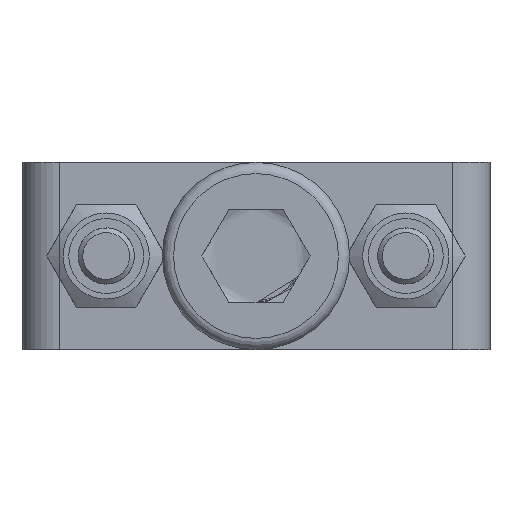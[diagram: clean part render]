
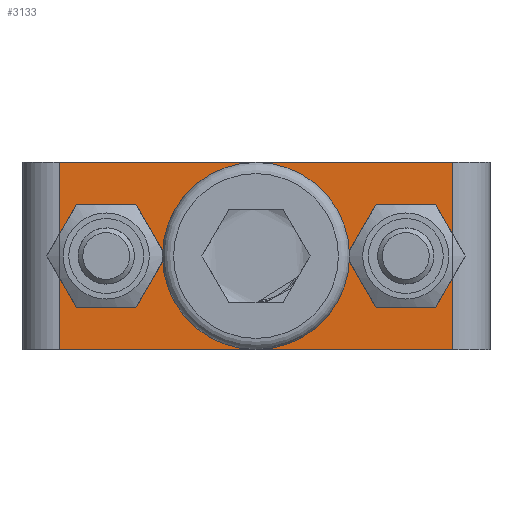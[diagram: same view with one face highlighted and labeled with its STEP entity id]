
A CAD part, front view. The second image highlights one B-rep face of the part: STEP entity #3133.
In plain terms, the highlighted planar face has unit normal (0, -1, 0).
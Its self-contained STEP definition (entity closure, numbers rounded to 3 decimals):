
#221=FACE_BOUND('',#485,.T.);
#222=FACE_BOUND('',#486,.T.);
#223=FACE_BOUND('',#487,.T.);
#286=FACE_OUTER_BOUND('',#484,.T.);
#484=EDGE_LOOP('',(#2251,#2252,#2253,#2254));
#485=EDGE_LOOP('',(#2255));
#486=EDGE_LOOP('',(#2256));
#487=EDGE_LOOP('',(#2257));
#685=LINE('',#4867,#870);
#690=LINE('',#4879,#875);
#699=LINE('',#4916,#884);
#702=LINE('',#4932,#887);
#870=VECTOR('',#3890,10.);
#875=VECTOR('',#3901,10.);
#884=VECTOR('',#3940,10.);
#887=VECTOR('',#3959,10.);
#1078=CIRCLE('',#3406,4.5);
#1082=CIRCLE('',#3412,2.);
#1083=CIRCLE('',#3413,2.);
#1287=VERTEX_POINT('',#4864);
#1288=VERTEX_POINT('',#4866);
#1292=VERTEX_POINT('',#4878);
#1305=VERTEX_POINT('',#4914);
#1308=VERTEX_POINT('',#4921);
#1311=VERTEX_POINT('',#4933);
#1312=VERTEX_POINT('',#4935);
#1642=EDGE_CURVE('',#1287,#1288,#685,.T.);
#1648=EDGE_CURVE('',#1292,#1288,#690,.T.);
#1667=EDGE_CURVE('',#1292,#1305,#699,.T.);
#1670=EDGE_CURVE('',#1308,#1308,#1078,.T.);
#1675=EDGE_CURVE('',#1305,#1287,#702,.T.);
#1676=EDGE_CURVE('',#1311,#1311,#1082,.T.);
#1677=EDGE_CURVE('',#1312,#1312,#1083,.T.);
#2251=ORIENTED_EDGE('',*,*,#1642,.F.);
#2252=ORIENTED_EDGE('',*,*,#1675,.F.);
#2253=ORIENTED_EDGE('',*,*,#1667,.F.);
#2254=ORIENTED_EDGE('',*,*,#1648,.T.);
#2255=ORIENTED_EDGE('',*,*,#1676,.T.);
#2256=ORIENTED_EDGE('',*,*,#1677,.T.);
#2257=ORIENTED_EDGE('',*,*,#1670,.F.);
#3010=PLANE('',#3411);
#3133=ADVANCED_FACE('',(#286,#221,#222,#223),#3010,.T.);
#3406=AXIS2_PLACEMENT_3D('',#4923,#3946,#3947);
#3411=AXIS2_PLACEMENT_3D('',#4931,#3957,#3958);
#3412=AXIS2_PLACEMENT_3D('',#4934,#3960,#3961);
#3413=AXIS2_PLACEMENT_3D('',#4936,#3962,#3963);
#3890=DIRECTION('',(0.,0.,-1.));
#3901=DIRECTION('',(1.,0.,0.));
#3940=DIRECTION('',(0.,0.,1.));
#3946=DIRECTION('center_axis',(0.,-1.,0.));
#3947=DIRECTION('ref_axis',(-1.,0.,0.));
#3957=DIRECTION('center_axis',(0.,-1.,0.));
#3958=DIRECTION('ref_axis',(1.,0.,0.));
#3959=DIRECTION('',(1.,0.,0.));
#3960=DIRECTION('center_axis',(0.,1.,0.));
#3961=DIRECTION('ref_axis',(1.,0.,0.));
#3962=DIRECTION('center_axis',(0.,1.,0.));
#3963=DIRECTION('ref_axis',(-1.,0.,0.));
#4864=CARTESIAN_POINT('',(10.5,-442.95,10.));
#4866=CARTESIAN_POINT('',(10.5,-442.95,0.));
#4867=CARTESIAN_POINT('',(10.5,-442.95,0.));
#4878=CARTESIAN_POINT('',(-10.5,-442.95,0.));
#4879=CARTESIAN_POINT('',(-12.5,-442.95,0.));
#4914=CARTESIAN_POINT('',(-10.5,-442.95,10.));
#4916=CARTESIAN_POINT('',(-10.5,-442.95,0.));
#4921=CARTESIAN_POINT('',(4.5,-442.95,5.));
#4923=CARTESIAN_POINT('Origin',(0.,-442.95,5.));
#4931=CARTESIAN_POINT('Origin',(-12.5,-442.95,0.));
#4932=CARTESIAN_POINT('',(-12.5,-442.95,10.));
#4933=CARTESIAN_POINT('',(-10.,-442.95,5.));
#4934=CARTESIAN_POINT('Origin',(-8.,-442.95,5.));
#4935=CARTESIAN_POINT('',(10.,-442.95,5.));
#4936=CARTESIAN_POINT('Origin',(8.,-442.95,5.));
